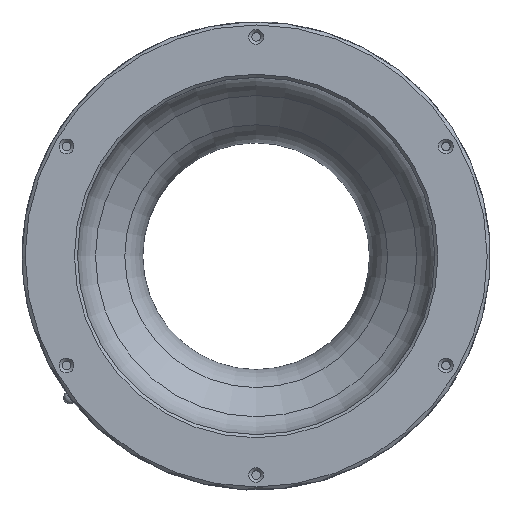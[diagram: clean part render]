
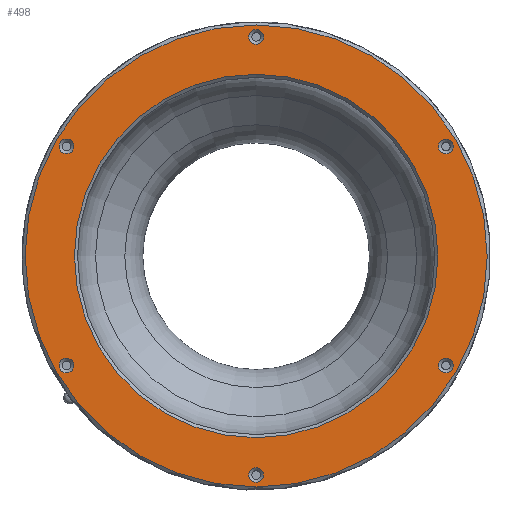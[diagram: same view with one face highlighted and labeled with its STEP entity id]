
A CAD part, top view. The second image highlights one B-rep face of the part: STEP entity #498.
In plain terms, the highlighted planar face has unit normal (0, 0, 1).
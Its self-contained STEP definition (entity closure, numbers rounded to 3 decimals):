
#85=CIRCLE('',#579,29.5);
#86=CIRCLE('',#581,1.2);
#87=CIRCLE('',#583,1.2);
#88=CIRCLE('',#585,1.2);
#89=CIRCLE('',#587,1.2);
#90=CIRCLE('',#589,1.2);
#91=CIRCLE('',#591,1.2);
#92=CIRCLE('',#593,37.5);
#106=PLANE('',#592);
#170=ORIENTED_EDGE('',*,*,#232,.T.);
#171=ORIENTED_EDGE('',*,*,#231,.T.);
#172=ORIENTED_EDGE('',*,*,#230,.T.);
#173=ORIENTED_EDGE('',*,*,#229,.T.);
#174=ORIENTED_EDGE('',*,*,#228,.T.);
#175=ORIENTED_EDGE('',*,*,#227,.T.);
#176=ORIENTED_EDGE('',*,*,#226,.T.);
#177=ORIENTED_EDGE('',*,*,#233,.T.);
#226=EDGE_CURVE('',#270,#270,#85,.F.);
#227=EDGE_CURVE('',#271,#271,#86,.F.);
#228=EDGE_CURVE('',#272,#272,#87,.F.);
#229=EDGE_CURVE('',#273,#273,#88,.F.);
#230=EDGE_CURVE('',#274,#274,#89,.F.);
#231=EDGE_CURVE('',#275,#275,#90,.F.);
#232=EDGE_CURVE('',#276,#276,#91,.F.);
#233=EDGE_CURVE('',#277,#277,#92,.T.);
#270=VERTEX_POINT('',#1160);
#271=VERTEX_POINT('',#1163);
#272=VERTEX_POINT('',#1166);
#273=VERTEX_POINT('',#1169);
#274=VERTEX_POINT('',#1172);
#275=VERTEX_POINT('',#1175);
#276=VERTEX_POINT('',#1178);
#277=VERTEX_POINT('',#1181);
#350=EDGE_LOOP('',(#170));
#351=EDGE_LOOP('',(#171));
#352=EDGE_LOOP('',(#172));
#353=EDGE_LOOP('',(#173));
#354=EDGE_LOOP('',(#174));
#355=EDGE_LOOP('',(#175));
#356=EDGE_LOOP('',(#176));
#357=EDGE_LOOP('',(#177));
#438=FACE_BOUND('',#350,.T.);
#439=FACE_BOUND('',#351,.T.);
#440=FACE_BOUND('',#352,.T.);
#441=FACE_BOUND('',#353,.T.);
#442=FACE_BOUND('',#354,.T.);
#443=FACE_BOUND('',#355,.T.);
#444=FACE_BOUND('',#356,.T.);
#445=FACE_BOUND('',#357,.T.);
#498=ADVANCED_FACE('',(#438,#439,#440,#441,#442,#443,#444,#445),#106,.T.);
#579=AXIS2_PLACEMENT_3D('',#1159,#719,#720);
#581=AXIS2_PLACEMENT_3D('',#1162,#723,#724);
#583=AXIS2_PLACEMENT_3D('',#1165,#727,#728);
#585=AXIS2_PLACEMENT_3D('',#1168,#731,#732);
#587=AXIS2_PLACEMENT_3D('',#1171,#735,#736);
#589=AXIS2_PLACEMENT_3D('',#1174,#739,#740);
#591=AXIS2_PLACEMENT_3D('',#1177,#743,#744);
#592=AXIS2_PLACEMENT_3D('',#1179,#745,#746);
#593=AXIS2_PLACEMENT_3D('',#1180,#747,#748);
#719=DIRECTION('',(0.,0.,1.));
#720=DIRECTION('',(1.,0.,0.));
#723=DIRECTION('',(0.,0.,1.));
#724=DIRECTION('',(1.,0.,0.));
#727=DIRECTION('',(0.,0.,1.));
#728=DIRECTION('',(1.,0.,0.));
#731=DIRECTION('',(0.,0.,1.));
#732=DIRECTION('',(1.,0.,0.));
#735=DIRECTION('',(0.,0.,1.));
#736=DIRECTION('',(1.,0.,0.));
#739=DIRECTION('',(0.,0.,1.));
#740=DIRECTION('',(1.,0.,0.));
#743=DIRECTION('',(0.,0.,1.));
#744=DIRECTION('',(1.,0.,0.));
#745=DIRECTION('',(0.,0.,1.));
#746=DIRECTION('',(0.,1.,0.));
#747=DIRECTION('',(0.,0.,1.));
#748=DIRECTION('',(1.,0.,0.));
#1159=CARTESIAN_POINT('',(0.,0.,11.35));
#1160=CARTESIAN_POINT('',(29.5,0.,11.35));
#1162=CARTESIAN_POINT('',(30.787,17.775,11.35));
#1163=CARTESIAN_POINT('',(31.987,17.775,11.35));
#1165=CARTESIAN_POINT('',(30.787,-17.775,11.35));
#1166=CARTESIAN_POINT('',(31.987,-17.775,11.35));
#1168=CARTESIAN_POINT('',(0.,-35.55,11.35));
#1169=CARTESIAN_POINT('',(1.2,-35.55,11.35));
#1171=CARTESIAN_POINT('',(-30.787,-17.775,11.35));
#1172=CARTESIAN_POINT('',(-29.587,-17.775,11.35));
#1174=CARTESIAN_POINT('',(-30.787,17.775,11.35));
#1175=CARTESIAN_POINT('',(-29.587,17.775,11.35));
#1177=CARTESIAN_POINT('',(0.,35.55,11.35));
#1178=CARTESIAN_POINT('',(1.2,35.55,11.35));
#1179=CARTESIAN_POINT('',(-100.,-6.124,11.35));
#1180=CARTESIAN_POINT('',(0.,0.,11.35));
#1181=CARTESIAN_POINT('',(37.5,0.,11.35));
